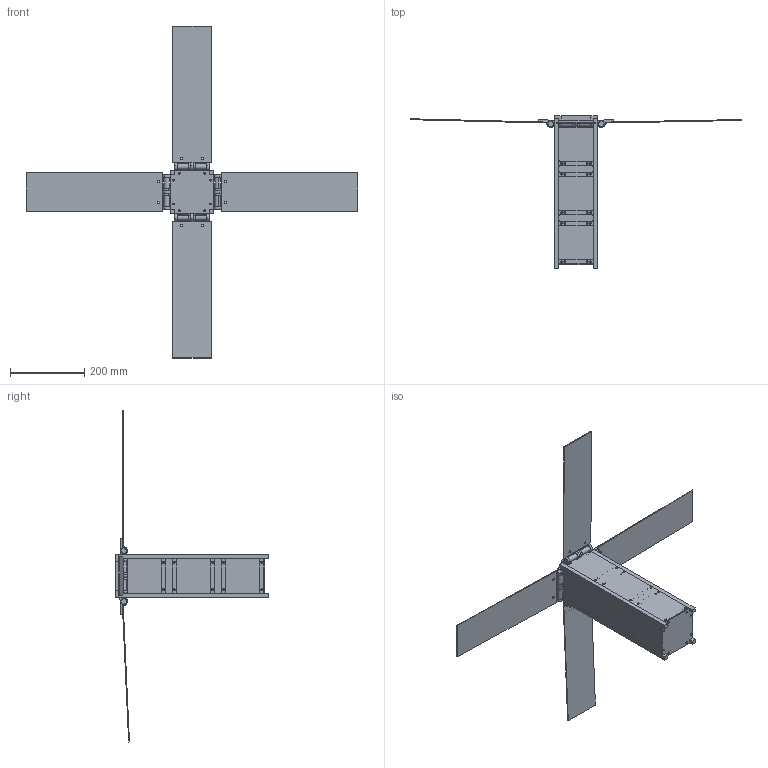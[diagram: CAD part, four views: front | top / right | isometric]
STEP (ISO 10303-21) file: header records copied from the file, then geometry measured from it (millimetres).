
FILE_DESCRIPTION(('FreeCAD Model'),'2;1');
FILE_NAME('Open CASCADE Shape Model','2025-04-25T11:41:01',('FreeCAD'),( 'FreeCAD'),'Open CASCADE STEP processor 7.6','FreeCAD','Unknown');
FILE_SCHEMA(('AUTOMOTIVE_DESIGN { 1 0 10303 214 1 1 1 1 }'));
Products named in the file (1): Open CASCADE STEP translator 7.6 1
Bounding box: 894.87 x 410.74 x 894.93 mm (x, y, z)
Volume: 1495155 mm3; surface area: 956446.2 mm2
Topology: 49 solids, 49 shells, 1948 faces, 5152 edges, 3304 vertices
Faces by surface type: bspline 1948
Entity records: 64602 total; most frequent: CARTESIAN_POINT 35029, ORIENTED_EDGE 10304, EDGE_CURVE 5152, VERTEX_POINT 3304, B_SPLINE_CURVE_WITH_KNOTS 3028, FACE_BOUND 2554, EDGE_LOOP 2554, ADVANCED_FACE 1948
